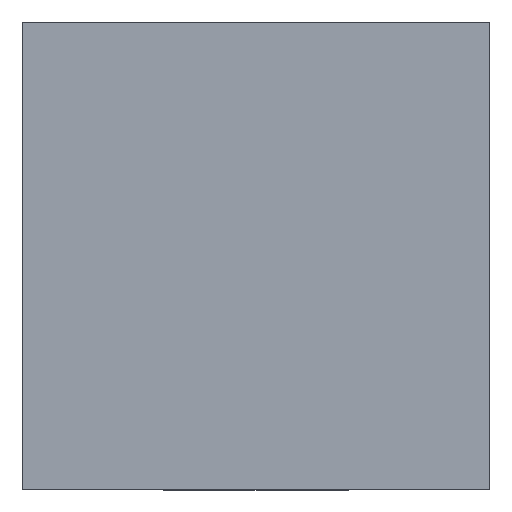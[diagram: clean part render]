
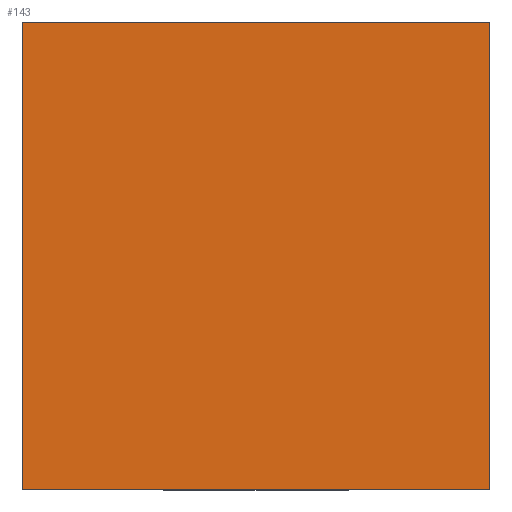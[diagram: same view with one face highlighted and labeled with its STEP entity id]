
A CAD part, top view. The second image highlights one B-rep face of the part: STEP entity #143.
In plain terms, the highlighted planar face has unit normal (0, 0, 1).
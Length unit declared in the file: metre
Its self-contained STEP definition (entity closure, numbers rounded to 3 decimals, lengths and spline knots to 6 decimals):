
#36=ORIENTED_EDGE('',*,*,#50,.F.);
#37=ORIENTED_EDGE('',*,*,#63,.T.);
#38=ORIENTED_EDGE('',*,*,#59,.T.);
#39=ORIENTED_EDGE('',*,*,#65,.F.);
#50=EDGE_CURVE('',#68,#69,#80,.T.);
#59=EDGE_CURVE('',#72,#77,#89,.T.);
#63=EDGE_CURVE('',#68,#72,#93,.T.);
#65=EDGE_CURVE('',#69,#77,#95,.T.);
#68=VERTEX_POINT('',#209);
#69=VERTEX_POINT('',#211);
#72=VERTEX_POINT('',#219);
#77=VERTEX_POINT('',#228);
#80=LINE('',#210,#98);
#89=LINE('',#229,#107);
#93=LINE('',#235,#111);
#95=LINE('',#238,#113);
#98=VECTOR('',#173,1.);
#107=VECTOR('',#184,1.);
#111=VECTOR('',#192,1.);
#113=VECTOR('',#196,1.);
#119=EDGE_LOOP('',(#36,#37,#38,#39));
#127=FACE_BOUND('',#119,.T.);
#135=PLANE('',#164);
#143=ADVANCED_FACE('',(#127),#135,.T.);
#164=AXIS2_PLACEMENT_3D('',#239,#197,#198);
#173=DIRECTION('',(1.,0.,0.));
#184=DIRECTION('',(1.,0.,0.));
#192=DIRECTION('',(0.,-1.,0.));
#196=DIRECTION('',(0.,-1.,0.));
#197=DIRECTION('',(0.,0.,1.));
#198=DIRECTION('',(1.,0.,0.));
#209=CARTESIAN_POINT('',(-0.254,0.254,0.508));
#210=CARTESIAN_POINT('',(0.,0.254,0.508));
#211=CARTESIAN_POINT('',(0.254,0.254,0.508));
#219=CARTESIAN_POINT('',(-0.254,-0.254,0.508));
#228=CARTESIAN_POINT('',(0.254,-0.254,0.508));
#229=CARTESIAN_POINT('',(0.,-0.254,0.508));
#235=CARTESIAN_POINT('',(-0.254,0.,0.508));
#238=CARTESIAN_POINT('',(0.254,0.,0.508));
#239=CARTESIAN_POINT('',(0.,0.,0.508));
